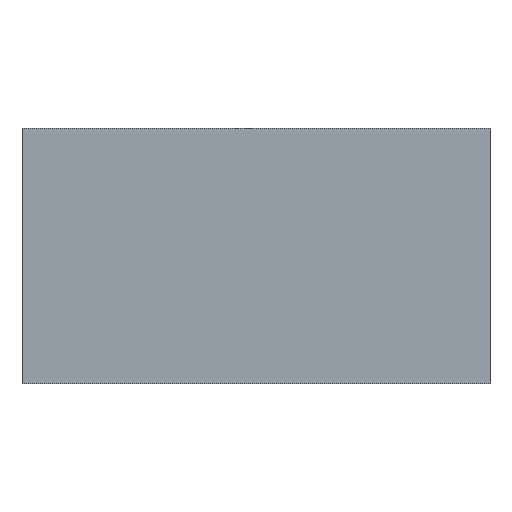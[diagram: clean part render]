
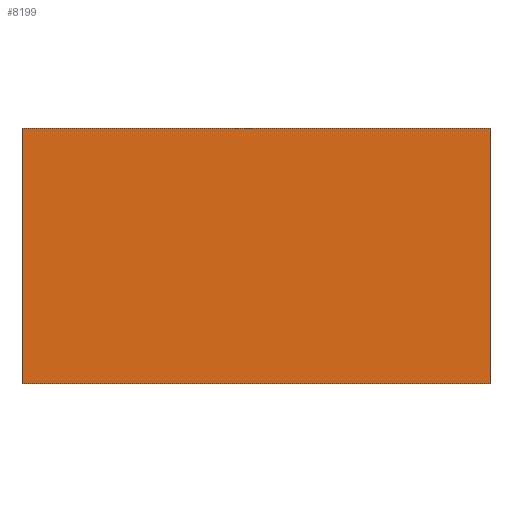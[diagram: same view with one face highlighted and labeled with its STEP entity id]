
A CAD part, left-side view. The second image highlights one B-rep face of the part: STEP entity #8199.
In plain terms, the highlighted planar face has unit normal (-1, 0, 0).
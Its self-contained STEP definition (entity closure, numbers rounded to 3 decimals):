
#513=PLANE('',#8652);
#927=FACE_OUTER_BOUND('',#1385,.T.);
#1385=EDGE_LOOP('',(#7296,#7297,#7298,#7299));
#1790=LINE('',#12582,#2604);
#2219=LINE('',#13865,#3033);
#2220=LINE('',#13867,#3034);
#2221=LINE('',#13868,#3035);
#2604=VECTOR('',#9253,10.);
#3033=VECTOR('',#10334,10.);
#3034=VECTOR('',#10335,10.);
#3035=VECTOR('',#10336,10.);
#3593=VERTEX_POINT('',#12575);
#3596=VERTEX_POINT('',#12580);
#3996=VERTEX_POINT('',#13864);
#3997=VERTEX_POINT('',#13866);
#4549=EDGE_CURVE('',#3593,#3596,#1790,.T.);
#5113=EDGE_CURVE('',#3996,#3593,#2219,.T.);
#5114=EDGE_CURVE('',#3997,#3596,#2220,.T.);
#5115=EDGE_CURVE('',#3996,#3997,#2221,.T.);
#7296=ORIENTED_EDGE('',*,*,#5113,.T.);
#7297=ORIENTED_EDGE('',*,*,#4549,.T.);
#7298=ORIENTED_EDGE('',*,*,#5114,.F.);
#7299=ORIENTED_EDGE('',*,*,#5115,.F.);
#8199=ADVANCED_FACE('',(#927),#513,.T.);
#8652=AXIS2_PLACEMENT_3D('',#13863,#10332,#10333);
#9253=DIRECTION('',(0.,0.,1.));
#10332=DIRECTION('center_axis',(-1.,0.,0.));
#10333=DIRECTION('ref_axis',(0.,-1.,0.));
#10334=DIRECTION('',(0.,-1.,0.));
#10335=DIRECTION('',(0.,-1.,0.));
#10336=DIRECTION('',(0.,0.,1.));
#12575=CARTESIAN_POINT('',(0.,0.,0.));
#12580=CARTESIAN_POINT('',(0.,0.,38.1));
#12582=CARTESIAN_POINT('',(0.,0.,0.));
#13863=CARTESIAN_POINT('Origin',(0.,69.85,0.));
#13864=CARTESIAN_POINT('',(0.,69.85,0.));
#13865=CARTESIAN_POINT('',(0.,69.85,0.));
#13866=CARTESIAN_POINT('',(0.,69.85,38.1));
#13867=CARTESIAN_POINT('',(0.,69.85,38.1));
#13868=CARTESIAN_POINT('',(0.,69.85,0.));
